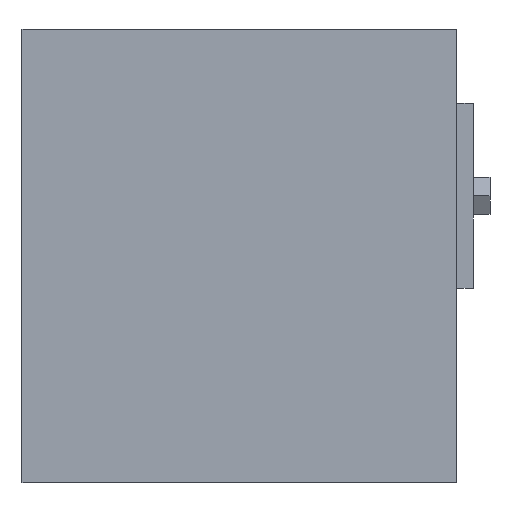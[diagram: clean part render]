
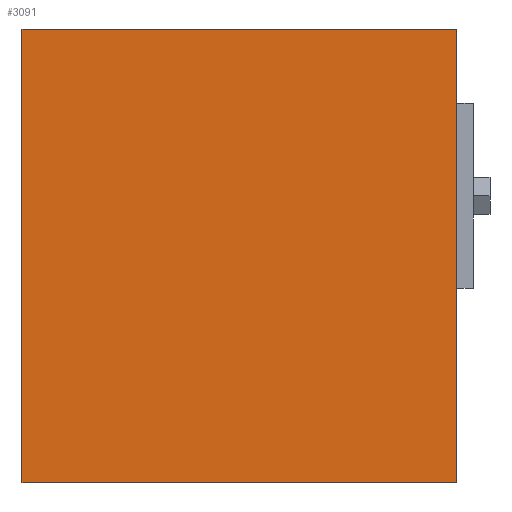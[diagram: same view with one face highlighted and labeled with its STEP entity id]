
A CAD part, left-side view. The second image highlights one B-rep face of the part: STEP entity #3091.
In plain terms, the highlighted planar face has unit normal (-1, 0, 0).
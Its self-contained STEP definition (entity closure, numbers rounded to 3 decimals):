
#43 = CARTESIAN_POINT ( 'NONE',  ( -32.5, -23.5, -24.5 ) ) ;
#116 = CARTESIAN_POINT ( 'NONE',  ( -32.5, 1.823, -24.5 ) ) ;
#249 = LINE ( 'NONE', #2852, #1945 ) ;
#271 = CARTESIAN_POINT ( 'NONE',  ( -32.5, -23.5, 24.5 ) ) ;
#283 = VECTOR ( 'NONE', #563, 1000. ) ;
#388 = EDGE_LOOP ( 'NONE', ( #3166, #4292, #413, #3030 ) ) ;
#413 = ORIENTED_EDGE ( 'NONE', *, *, #2540, .F. ) ;
#563 = DIRECTION ( 'NONE',  ( 0., 0., 1. ) ) ;
#858 = DIRECTION ( 'NONE',  ( -1., 0., 0. ) ) ;
#968 = CARTESIAN_POINT ( 'NONE',  ( -32.5, 23.5, 24.5 ) ) ;
#1450 = LINE ( 'NONE', #3660, #2260 ) ;
#1945 = VECTOR ( 'NONE', #2497, 1000. ) ;
#2260 = VECTOR ( 'NONE', #3962, 1000. ) ;
#2497 = DIRECTION ( 'NONE',  ( 0., -1., 0. ) ) ;
#2540 = EDGE_CURVE ( 'NONE', #4203, #2626, #4175, .T. ) ;
#2544 = CARTESIAN_POINT ( 'NONE',  ( -32.5, 23.5, -24.5 ) ) ;
#2573 = AXIS2_PLACEMENT_3D ( 'NONE', #4180, #858, #3073 ) ;
#2626 = VERTEX_POINT ( 'NONE', #968 ) ;
#2717 = LINE ( 'NONE', #116, #3090 ) ;
#2852 = CARTESIAN_POINT ( 'NONE',  ( -32.5, 1.823, 24.5 ) ) ;
#2989 = VERTEX_POINT ( 'NONE', #43 ) ;
#3030 = ORIENTED_EDGE ( 'NONE', *, *, #3178, .T. ) ;
#3073 = DIRECTION ( 'NONE',  ( 0., 0., 1. ) ) ;
#3090 = VECTOR ( 'NONE', #4558, 1000. ) ;
#3091 = ADVANCED_FACE ( 'NONE', ( #3452 ), #3475, .T. ) ;
#3166 = ORIENTED_EDGE ( 'NONE', *, *, #3490, .F. ) ;
#3178 = EDGE_CURVE ( 'NONE', #4203, #2989, #2717, .T. ) ;
#3452 = FACE_OUTER_BOUND ( 'NONE', #388, .T. ) ;
#3475 = PLANE ( 'NONE',  #2573 ) ;
#3490 = EDGE_CURVE ( 'NONE', #4527, #2989, #1450, .T. ) ;
#3625 = CARTESIAN_POINT ( 'NONE',  ( -32.5, 23.5, 24.5 ) ) ;
#3660 = CARTESIAN_POINT ( 'NONE',  ( -32.5, -23.5, 24.5 ) ) ;
#3759 = EDGE_CURVE ( 'NONE', #2626, #4527, #249, .T. ) ;
#3962 = DIRECTION ( 'NONE',  ( 0., 0., -1. ) ) ;
#4175 = LINE ( 'NONE', #3625, #283 ) ;
#4180 = CARTESIAN_POINT ( 'NONE',  ( -32.5, 1.823, 24.5 ) ) ;
#4203 = VERTEX_POINT ( 'NONE', #2544 ) ;
#4292 = ORIENTED_EDGE ( 'NONE', *, *, #3759, .F. ) ;
#4527 = VERTEX_POINT ( 'NONE', #271 ) ;
#4558 = DIRECTION ( 'NONE',  ( 0., -1., 0. ) ) ;
